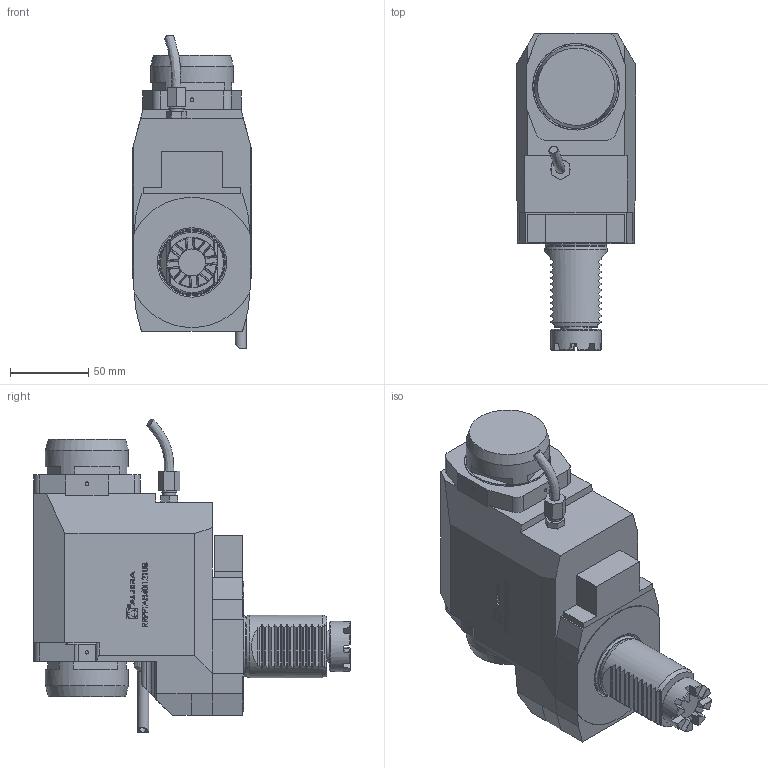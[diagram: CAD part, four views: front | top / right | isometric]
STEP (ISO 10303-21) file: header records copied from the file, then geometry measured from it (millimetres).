
FILE_DESCRIPTION (( 'STEP AP214' ), '1' );
FILE_NAME ('RRPPTAH40I121UB.STEP', '2025-10-08T15:08:08', ( '' ), ( '' ), 'SwSTEP 2.0', 'SolidWorks 2023', '' );
FILE_SCHEMA (( 'AUTOMOTIVE_DESIGN' ));
Length unit declared in the file: millimetre
Products named in the file (1): RRPPTAH40I121UB
Bounding box: 76 x 202 x 199.81 mm (x, y, z)
Volume: 1319561.4 mm3; surface area: 94062.4 mm2
Topology: 1 solids, 1 shells, 694 faces, 1852 edges, 1228 vertices
Faces by surface type: plane 496, cylinder 103, bspline 60, cone 31, torus 3, sphere 1
Full cylindrical faces by diameter (mm): 1.7 x1, 2.1 x1, 4 x1, 6.366 x1, 7 x1, 8.15 x1, 9.8 x1, 17.2 x1, 20 x1, 32 x1, 38.7 x1, 40 x1, 53 x2
Entity records: 28521 total; most frequent: CARTESIAN_POINT 8993, ORIENTED_EDGE 3616, DIRECTION 2893, EDGE_CURVE 1808, VERTEX_POINT 1212, LINE 1199, VECTOR 1199, AXIS2_PLACEMENT_3D 847
